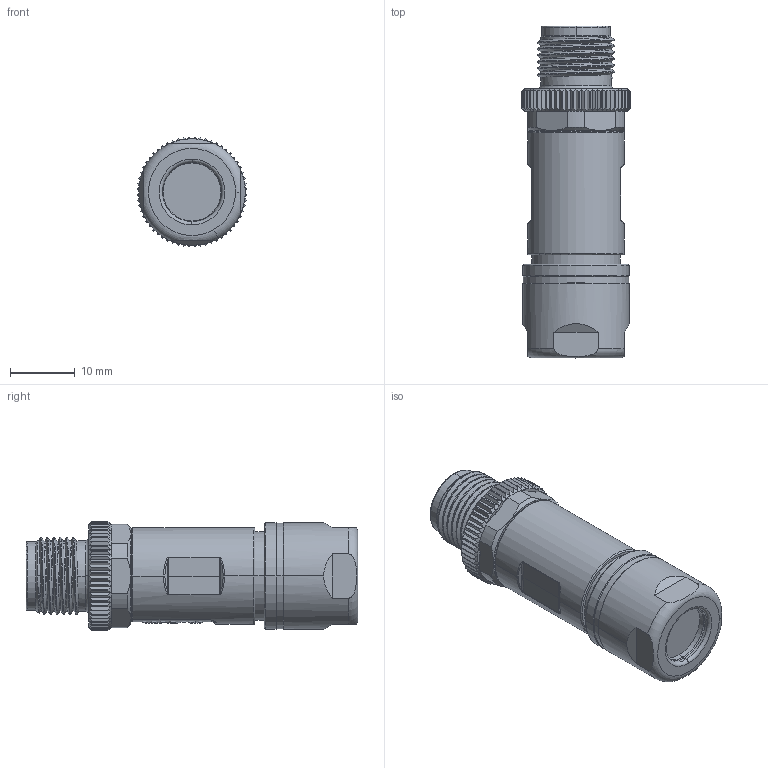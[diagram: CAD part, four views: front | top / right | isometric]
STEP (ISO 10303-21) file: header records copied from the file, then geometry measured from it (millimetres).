
FILE_DESCRIPTION((''),'2;1');
FILE_NAME('3D_1630080102001_M12-MC08X-T-D8','2024-01-18T',('13539'),(''),'PRO/ENGINEER BY PARAMETRIC TECHNOLOGY CORPORATION, 2012480','PRO/ENGINEER BY PARAMETRIC TECHNOLOGY CORPORATION, 2012480','');
FILE_SCHEMA(('CONFIG_CONTROL_DESIGN'));
Length unit declared in the file: millimetre
Products named in the file (1): 3D_1630080102001_M12-MC08X-T-D8
Bounding box: 16.98 x 51.44 x 16.98 mm (x, y, z)
Volume: 8199.5 mm3; surface area: 5612.4 mm2
Topology: 1 solids, 1 shells, 736 faces, 2123 edges, 1417 vertices
Faces by surface type: plane 304, cylinder 257, torus 74, cone 40, bspline 34, sphere 16, extrusion 11
Entity records: 29424 total; most frequent: CARTESIAN_POINT 10175, ORIENTED_EDGE 4214, DIRECTION 3966, EDGE_CURVE 2107, AXIS2_PLACEMENT_3D 1599, VERTEX_POINT 1417, CIRCLE 908, EDGE_LOOP 782
